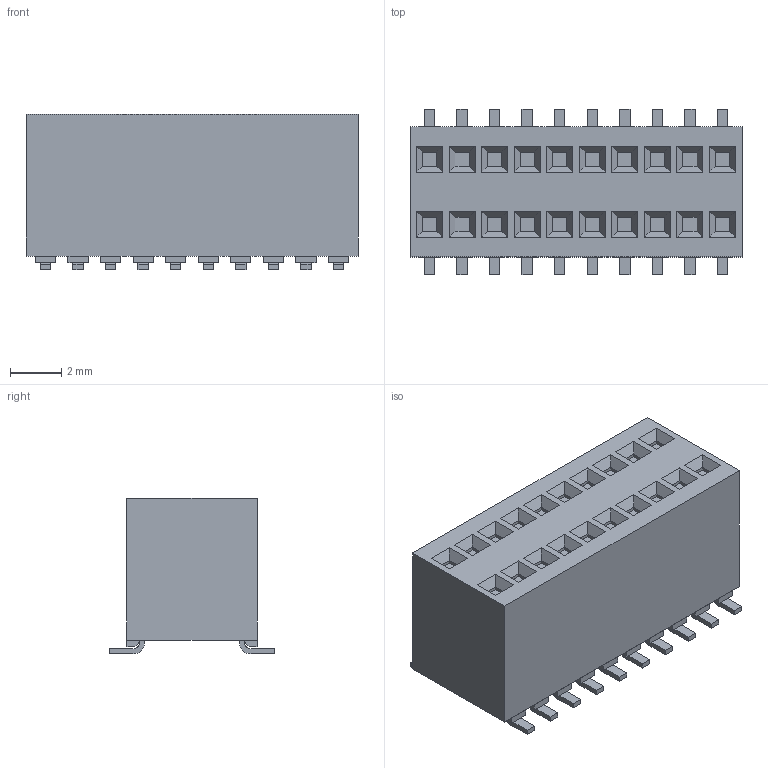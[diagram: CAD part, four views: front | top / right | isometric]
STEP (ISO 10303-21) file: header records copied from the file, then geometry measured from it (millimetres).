
FILE_DESCRIPTION((''),'2;1');
FILE_NAME('SAMTEC_RSM-110-02-L-D-K-TR.stp','2013-01-09T13:38:07',(''),(''),'Mechanical Desktop 2011','Mechanical Desktop 2011',', , ');
FILE_SCHEMA(('AUTOMOTIVE_DESIGN { 1 2 10303 214 1 1 1 1 }'));
Length unit declared in the file: millimetre
Products named in the file (1): Product
Bounding box: 12.95 x 6.46 x 6.07 mm (x, y, z)
Volume: 363 mm3; surface area: 561.9 mm2
Topology: 42 solids, 42 shells, 474 faces, 1144 edges, 736 vertices
Faces by surface type: bspline 223, plane 221, cylinder 30
Entity records: 14012 total; most frequent: CARTESIAN_POINT 3444, ORIENTED_EDGE 2288, DIRECTION 1768, EDGE_CURVE 1144, VECTOR 1024, LINE 1024, VERTEX_POINT 736, EDGE_LOOP 494
